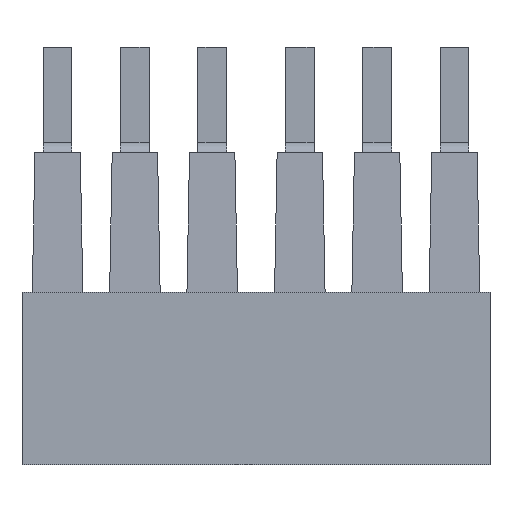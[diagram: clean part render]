
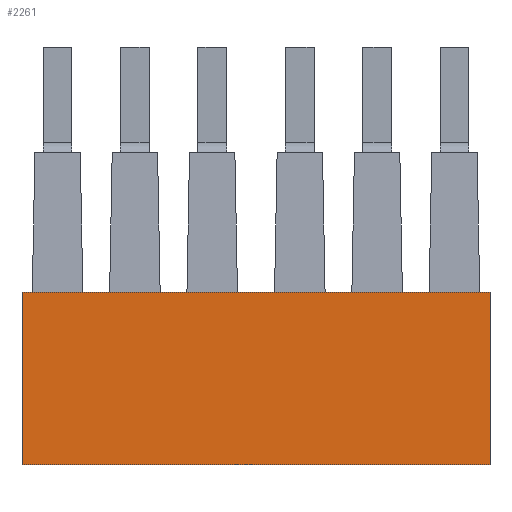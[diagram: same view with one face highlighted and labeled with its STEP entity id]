
A CAD part, front view. The second image highlights one B-rep face of the part: STEP entity #2261.
In plain terms, the highlighted planar face has unit normal (0, -1, 0).
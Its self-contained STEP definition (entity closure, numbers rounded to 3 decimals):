
#1769=CARTESIAN_POINT('',(-22.7,-12.,16.75));
#1770=VERTEX_POINT('',#1769);
#1777=CARTESIAN_POINT('',(22.7,-12.,16.75));
#1778=VERTEX_POINT('',#1777);
#1779=CARTESIAN_POINT('',(-22.7,-12.,16.75));
#1780=DIRECTION('',(1.,0.,-0.));
#1781=VECTOR('',#1780,45.4);
#1782=LINE('',#1779,#1781);
#1783=EDGE_CURVE('',#1770,#1778,#1782,.T.);
#2144=CARTESIAN_POINT('',(-22.7,-12.,0.));
#2145=VERTEX_POINT('',#2144);
#2162=CARTESIAN_POINT('',(22.7,-12.,0.));
#2163=VERTEX_POINT('',#2162);
#2170=CARTESIAN_POINT('',(22.7,-12.,0.));
#2171=DIRECTION('',(-1.,0.,0.));
#2172=VECTOR('',#2171,45.4);
#2173=LINE('',#2170,#2172);
#2174=EDGE_CURVE('',#2163,#2145,#2173,.T.);
#2232=CARTESIAN_POINT('',(-22.7,-12.,16.75));
#2233=DIRECTION('',(0.,0.,-1.));
#2234=VECTOR('',#2233,16.75);
#2235=LINE('',#2232,#2234);
#2236=EDGE_CURVE('',#1770,#2145,#2235,.T.);
#2245=CARTESIAN_POINT('',(0.,-12.,8.875));
#2246=DIRECTION('',(0.,1.,0.));
#2247=DIRECTION('',(0.,0.,1.));
#2248=AXIS2_PLACEMENT_3D('',#2245,#2246,#2247);
#2249=PLANE('',#2248);
#2250=CARTESIAN_POINT('',(22.7,-12.,16.75));
#2251=DIRECTION('',(0.,0.,-1.));
#2252=VECTOR('',#2251,16.75);
#2253=LINE('',#2250,#2252);
#2254=EDGE_CURVE('',#1778,#2163,#2253,.T.);
#2255=ORIENTED_EDGE('',*,*,#2254,.F.);
#2256=ORIENTED_EDGE('',*,*,#1783,.F.);
#2257=ORIENTED_EDGE('',*,*,#2236,.T.);
#2258=ORIENTED_EDGE('',*,*,#2174,.F.);
#2259=EDGE_LOOP('',(#2255,#2256,#2257,#2258));
#2260=FACE_BOUND('',#2259,.T.);
#2261=ADVANCED_FACE('',(#2260),#2249,.F.);
